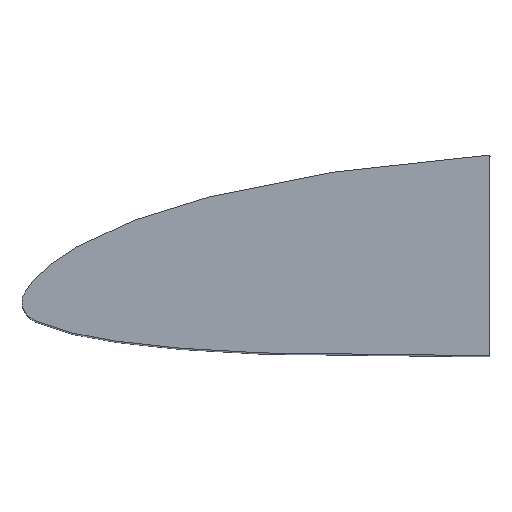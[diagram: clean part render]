
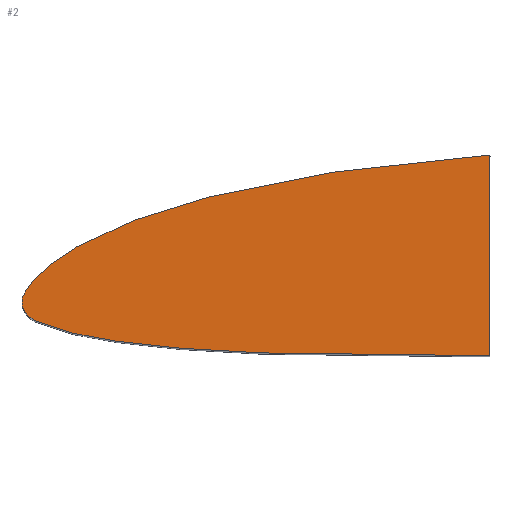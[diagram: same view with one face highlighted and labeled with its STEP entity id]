
A CAD part, top view. The second image highlights one B-rep face of the part: STEP entity #2.
In plain terms, the highlighted planar face has unit normal (0, 0, 1).
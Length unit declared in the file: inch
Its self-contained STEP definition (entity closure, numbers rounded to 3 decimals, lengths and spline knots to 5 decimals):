
#2 = ADVANCED_FACE ( 'NONE', ( #158 ), #39, .F. ) ;
#4 = VECTOR ( 'NONE', #177, 39.37008 ) ;
#8 = CARTESIAN_POINT ( 'NONE',  ( 2.5, -0.28032, 4. ) ) ;
#16 = CARTESIAN_POINT ( 'NONE',  ( 2.30954, -0.28151, 4. ) ) ;
#26 = CARTESIAN_POINT ( 'NONE',  ( 2.5, 0.79114, 4. ) ) ;
#29 = B_SPLINE_CURVE_WITH_KNOTS ( 'NONE', 3,
 ( #134, #253, #227, #97, #102, #232, #231, #209, #74, #172, #171, #57, #35, #176, #117, #157, #136, #138, #118, #194, #16, #212, #114 ),
 .UNSPECIFIED., .F., .F.,
 ( 4, 1, 1, 1, 1, 1, 1, 1, 1, 1, 1, 1, 1, 1, 1, 1, 1, 1, 1, 1, 4 ),
 ( 0.39265, 0.40832, 0.42577, 0.44159, 0.45568, 0.46801, 0.47857, 0.48736, 0.49442, 0.4998, 0.5036, 0.50652, 0.51106, 0.51792, 0.5272, 0.53887, 0.55288, 0.56913, 0.58749, 0.60776, 0.60936 ),
 .UNSPECIFIED. ) ;
#35 = CARTESIAN_POINT ( 'NONE',  ( 0.02658, -0.07888, 4. ) ) ;
#39 = PLANE ( 'NONE',  #236 ) ;
#52 = LINE ( 'NONE', #250, #4 ) ;
#57 = CARTESIAN_POINT ( 'NONE',  ( -0.01344, 0.01599, 4. ) ) ;
#74 = CARTESIAN_POINT ( 'NONE',  ( 0.27906, 0.29684, 4. ) ) ;
#83 = VERTEX_POINT ( 'NONE', #8 ) ;
#85 = EDGE_LOOP ( 'NONE', ( #175, #120 ) ) ;
#97 = CARTESIAN_POINT ( 'NONE',  ( 1.71159, 0.70996, 4. ) ) ;
#102 = CARTESIAN_POINT ( 'NONE',  ( 1.33263, 0.64599, 4. ) ) ;
#114 = CARTESIAN_POINT ( 'NONE',  ( 2.5, -0.28032, 4. ) ) ;
#117 = CARTESIAN_POINT ( 'NONE',  ( 0.29876, -0.17143, 4. ) ) ;
#118 = CARTESIAN_POINT ( 'NONE',  ( 1.53811, -0.27541, 4. ) ) ;
#120 = ORIENTED_EDGE ( 'NONE', *, *, #252, .F. ) ;
#134 = CARTESIAN_POINT ( 'NONE',  ( 2.5, 0.79114, 4. ) ) ;
#135 = DIRECTION ( 'NONE',  ( 0., 0., -1. ) ) ;
#136 = CARTESIAN_POINT ( 'NONE',  ( 0.80442, -0.23952, 4. ) ) ;
#137 = DIRECTION ( 'NONE',  ( -1., 0., 0. ) ) ;
#138 = CARTESIAN_POINT ( 'NONE',  ( 1.1441, -0.26141, 4. ) ) ;
#155 = CARTESIAN_POINT ( 'NONE',  ( 0.03551, 0.0874, 4. ) ) ;
#157 = CARTESIAN_POINT ( 'NONE',  ( 0.5231, -0.20818, 4. ) ) ;
#158 = FACE_OUTER_BOUND ( 'NONE', #85, .T. ) ;
#171 = CARTESIAN_POINT ( 'NONE',  ( 0.04529, 0.10588, 4. ) ) ;
#172 = CARTESIAN_POINT ( 'NONE',  ( 0.13424, 0.19933, 4. ) ) ;
#175 = ORIENTED_EDGE ( 'NONE', *, *, #216, .T. ) ;
#176 = CARTESIAN_POINT ( 'NONE',  ( 0.14118, -0.12179, 4. ) ) ;
#177 = DIRECTION ( 'NONE',  ( 0., -1., 0. ) ) ;
#194 = CARTESIAN_POINT ( 'NONE',  ( 1.98322, -0.2817, 4. ) ) ;
#209 = CARTESIAN_POINT ( 'NONE',  ( 0.46974, 0.39386, 4. ) ) ;
#212 = CARTESIAN_POINT ( 'NONE',  ( 2.48699, -0.2804, 4. ) ) ;
#216 = EDGE_CURVE ( 'NONE', #256, #83, #29, .T. ) ;
#227 = CARTESIAN_POINT ( 'NONE',  ( 2.10567, 0.7582, 4. ) ) ;
#231 = CARTESIAN_POINT ( 'NONE',  ( 0.71022, 0.48618, 4. ) ) ;
#232 = CARTESIAN_POINT ( 'NONE',  ( 0.99813, 0.57085, 4. ) ) ;
#236 = AXIS2_PLACEMENT_3D ( 'NONE', #155, #135, #137 ) ;
#250 = CARTESIAN_POINT ( 'NONE',  ( 2.5, 0., 4. ) ) ;
#252 = EDGE_CURVE ( 'NONE', #256, #83, #52, .T. ) ;
#253 = CARTESIAN_POINT ( 'NONE',  ( 2.37331, 0.78174, 4. ) ) ;
#256 = VERTEX_POINT ( 'NONE', #26 ) ;
